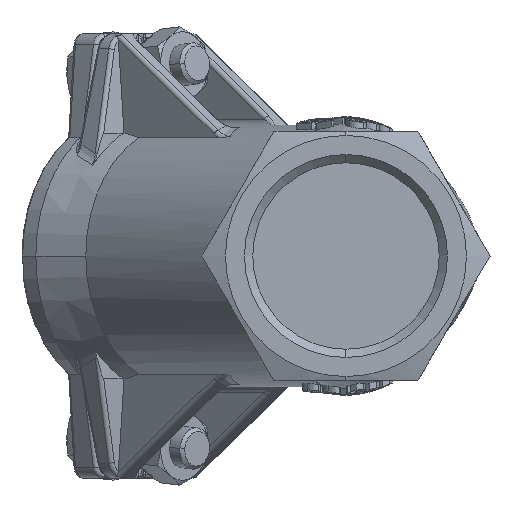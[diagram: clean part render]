
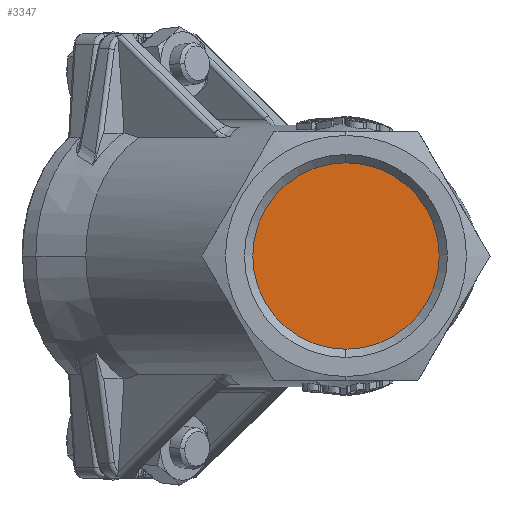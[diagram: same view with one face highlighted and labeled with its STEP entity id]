
A CAD part, left-side view. The second image highlights one B-rep face of the part: STEP entity #3347.
In plain terms, the highlighted planar face has unit normal (-1, 0, 0).
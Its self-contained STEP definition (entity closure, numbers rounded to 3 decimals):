
#3347 = ADVANCED_FACE ( 'NONE', ( #21410 ), #30624, .T. ) ;
#11622 = EDGE_CURVE ( 'NONE', #12535, #12536, #21651, .T. ) ;
#11703 = EDGE_CURVE ( 'NONE', #12536, #12535, #21841, .T. ) ;
#12535 = VERTEX_POINT ( 'NONE', #45122 ) ;
#12536 = VERTEX_POINT ( 'NONE', #45120 ) ;
#19268 = EDGE_LOOP ( 'NONE', ( #32325, #32389 ) ) ;
#21410 = FACE_OUTER_BOUND ( 'NONE', #19268, .T. ) ;
#21651 = CIRCLE ( 'NONE', #50409, 22.422 ) ;
#21841 = CIRCLE ( 'NONE', #50437, 22.422 ) ;
#30620 = CARTESIAN_POINT ( 'NONE',  ( -40., 0., 0. ) ) ;
#30624 = PLANE ( 'NONE',  #50362 ) ;
#30626 = DIRECTION ( 'NONE',  ( -1., 0., 0. ) ) ;
#30627 = DIRECTION ( 'NONE',  ( 0., 0., 1. ) ) ;
#32034 = CARTESIAN_POINT ( 'NONE',  ( -40., 0., 0. ) ) ;
#32035 = DIRECTION ( 'NONE',  ( -1., 0., 0. ) ) ;
#32036 = DIRECTION ( 'NONE',  ( 0., 0., 1. ) ) ;
#32325 = ORIENTED_EDGE ( 'NONE', *, *, #11703, .T. ) ;
#32389 = ORIENTED_EDGE ( 'NONE', *, *, #11622, .T. ) ;
#33819 = CARTESIAN_POINT ( 'NONE',  ( -40., 0., 0. ) ) ;
#33820 = DIRECTION ( 'NONE',  ( -1., 0., 0. ) ) ;
#33821 = DIRECTION ( 'NONE',  ( 0., 0., 1. ) ) ;
#45120 = CARTESIAN_POINT ( 'NONE',  ( -40., 0., 22.422 ) ) ;
#45122 = CARTESIAN_POINT ( 'NONE',  ( -40., 0., -22.422 ) ) ;
#50362 = AXIS2_PLACEMENT_3D ( 'NONE', #30620, #30626, #30627 ) ;
#50409 = AXIS2_PLACEMENT_3D ( 'NONE', #32034, #32035, #32036 ) ;
#50437 = AXIS2_PLACEMENT_3D ( 'NONE', #33819, #33820, #33821 ) ;
